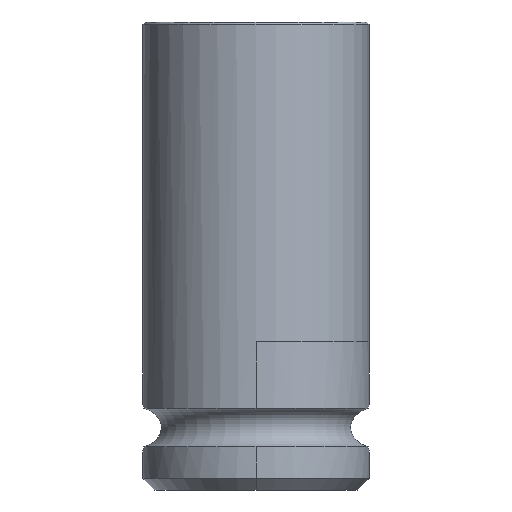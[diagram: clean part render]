
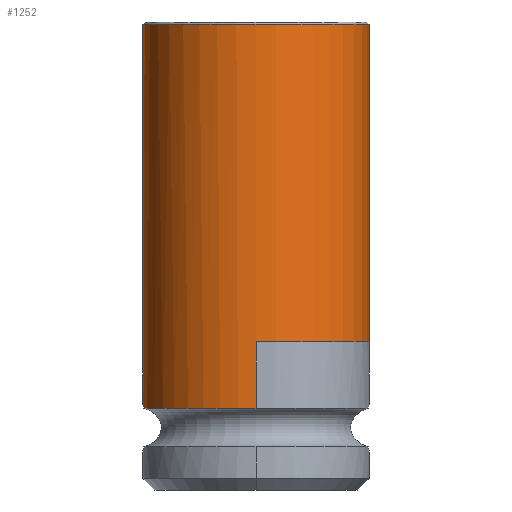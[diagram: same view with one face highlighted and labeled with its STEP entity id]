
A CAD part, left-side view. The second image highlights one B-rep face of the part: STEP entity #1252.
In plain terms, the highlighted cylindrical face has radius 14.5 mm (diameter 29 mm), a partial arc.
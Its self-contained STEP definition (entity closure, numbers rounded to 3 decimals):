
#172=CARTESIAN_POINT('',(0.,0.,59.7));
#173=DIRECTION('',(0.,0.,1.));
#174=DIRECTION('',(0.,1.,0.));
#175=AXIS2_PLACEMENT_3D('',#172,#173,#174);
#177=CARTESIAN_POINT('',(0.,0.,10.449));
#178=DIRECTION('',(0.,0.,1.));
#179=DIRECTION('',(-0.119,0.993,0.));
#180=AXIS2_PLACEMENT_3D('',#177,#178,#179);
#182=CARTESIAN_POINT('',(0.,14.5,11.));
#183=CARTESIAN_POINT('',(-0.144,14.5,11.));
#184=CARTESIAN_POINT('',(-0.435,14.496,10.98));
#185=CARTESIAN_POINT('',(-0.908,14.474,10.873));
#186=CARTESIAN_POINT('',(-1.343,14.44,10.696));
#187=CARTESIAN_POINT('',(-1.606,14.411,10.538));
#188=CARTESIAN_POINT('',(-1.732,14.396,10.449));
#190=CARTESIAN_POINT('',(1.732,14.396,10.449));
#191=CARTESIAN_POINT('',(1.606,14.411,10.538));
#192=CARTESIAN_POINT('',(1.343,14.44,10.696));
#193=CARTESIAN_POINT('',(0.906,14.474,10.873));
#194=CARTESIAN_POINT('',(0.437,14.496,10.98));
#195=CARTESIAN_POINT('',(0.144,14.5,11.));
#196=CARTESIAN_POINT('',(0.,14.5,11.));
#198=CARTESIAN_POINT('',(0.,0.,10.449));
#199=DIRECTION('',(0.,0.,1.));
#200=DIRECTION('',(1.,0.,0.));
#201=AXIS2_PLACEMENT_3D('',#198,#199,#200);
#203=DIRECTION('',(0.,0.,1.));
#204=VECTOR('',#203,8.551);
#205=CARTESIAN_POINT('',(14.5,0.,10.449));
#206=LINE('',#205,#204);
#207=CARTESIAN_POINT('',(0.,0.,19.));
#208=DIRECTION('',(0.,0.,1.));
#209=DIRECTION('',(1.,0.,0.));
#210=AXIS2_PLACEMENT_3D('',#207,#208,#209);
#308=DIRECTION('',(0.,0.,1.));
#309=VECTOR('',#308,40.7);
#310=CARTESIAN_POINT('',(0.,14.5,19.));
#311=LINE('',#310,#309);
#338=DIRECTION('',(0.,0.,1.));
#339=VECTOR('',#338,8.551);
#340=CARTESIAN_POINT('',(-14.5,0.,10.449));
#341=LINE('',#340,#339);
#342=CARTESIAN_POINT('',(0.,0.,19.));
#343=DIRECTION('',(0.,0.,1.));
#344=DIRECTION('',(-1.,0.,0.));
#345=AXIS2_PLACEMENT_3D('',#342,#343,#344);
#347=DIRECTION('',(0.,0.,1.));
#348=VECTOR('',#347,40.7);
#349=CARTESIAN_POINT('',(0.,-14.5,19.));
#350=LINE('',#349,#348);
#983=VERTEX_POINT('',#182);
#984=VERTEX_POINT('',#188);
#988=VERTEX_POINT('',#190);
#1006=CARTESIAN_POINT('',(-14.5,0.,10.449));
#1007=VERTEX_POINT('',#1006);
#1010=CARTESIAN_POINT('',(14.5,0.,10.449));
#1011=VERTEX_POINT('',#1010);
#1063=CARTESIAN_POINT('',(-14.5,0.,19.));
#1064=CARTESIAN_POINT('',(0.,-14.5,19.));
#1065=VERTEX_POINT('',#1063);
#1066=VERTEX_POINT('',#1064);
#1067=CARTESIAN_POINT('',(14.5,0.,19.));
#1068=CARTESIAN_POINT('',(0.,14.5,19.));
#1069=VERTEX_POINT('',#1067);
#1070=VERTEX_POINT('',#1068);
#1075=CARTESIAN_POINT('',(0.,-14.5,59.7));
#1076=CARTESIAN_POINT('',(0.,14.5,59.7));
#1077=VERTEX_POINT('',#1075);
#1078=VERTEX_POINT('',#1076);
#1224=CARTESIAN_POINT('',(0.,0.,0.));
#1225=DIRECTION('',(0.,0.,1.));
#1226=DIRECTION('',(1.,0.,0.));
#1227=AXIS2_PLACEMENT_3D('',#1224,#1225,#1226);
#1228=CYLINDRICAL_SURFACE('',#1227,14.5);
#1230=ORIENTED_EDGE('',*,*,#1229,.T.);
#1232=ORIENTED_EDGE('',*,*,#1231,.F.);
#1234=ORIENTED_EDGE('',*,*,#1233,.F.);
#1236=ORIENTED_EDGE('',*,*,#1235,.F.);
#1238=ORIENTED_EDGE('',*,*,#1237,.F.);
#1239=ORIENTED_EDGE('',*,*,#1167,.F.);
#1241=ORIENTED_EDGE('',*,*,#1240,.F.);
#1243=ORIENTED_EDGE('',*,*,#1242,.F.);
#1245=ORIENTED_EDGE('',*,*,#1244,.T.);
#1247=ORIENTED_EDGE('',*,*,#1246,.T.);
#1249=ORIENTED_EDGE('',*,*,#1248,.T.);
#1250=EDGE_LOOP('',(#1230,#1232,#1234,#1236,#1238,#1239,#1241,#1243,#1245,#1247,
#1249));
#1251=FACE_OUTER_BOUND('',#1250,.F.);
#1252=ADVANCED_FACE('',(#1251),#1228,.T.);
#176=CIRCLE('',#175,14.5);
#181=CIRCLE('',#180,14.5);
#189=B_SPLINE_CURVE_WITH_KNOTS('',3,(#182,#183,#184,#185,#186,#187,#188),
.UNSPECIFIED.,.F.,.F.,(4,1,1,1,4),(0.,0.25,0.5,0.75,1.),
.UNSPECIFIED.);
#197=B_SPLINE_CURVE_WITH_KNOTS('',3,(#190,#191,#192,#193,#194,#195,#196),
.UNSPECIFIED.,.F.,.F.,(4,1,1,1,4),(0.,0.25,0.5,0.75,1.),
.UNSPECIFIED.);
#202=CIRCLE('',#201,14.5);
#211=CIRCLE('',#210,14.5);
#346=CIRCLE('',#345,14.5);
#1167=EDGE_CURVE('',#983,#984,#189,.T.);
#1229=EDGE_CURVE('',#1078,#1077,#176,.T.);
#1231=EDGE_CURVE('',#1066,#1077,#350,.T.);
#1233=EDGE_CURVE('',#1065,#1066,#346,.T.);
#1235=EDGE_CURVE('',#1007,#1065,#341,.T.);
#1237=EDGE_CURVE('',#984,#1007,#181,.T.);
#1240=EDGE_CURVE('',#988,#983,#197,.T.);
#1242=EDGE_CURVE('',#1011,#988,#202,.T.);
#1244=EDGE_CURVE('',#1011,#1069,#206,.T.);
#1246=EDGE_CURVE('',#1069,#1070,#211,.T.);
#1248=EDGE_CURVE('',#1070,#1078,#311,.T.);
